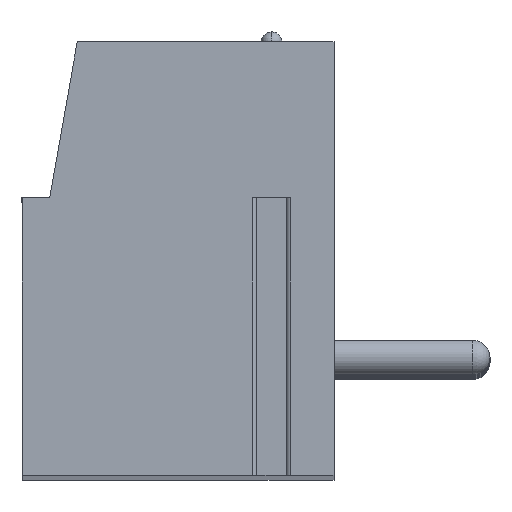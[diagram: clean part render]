
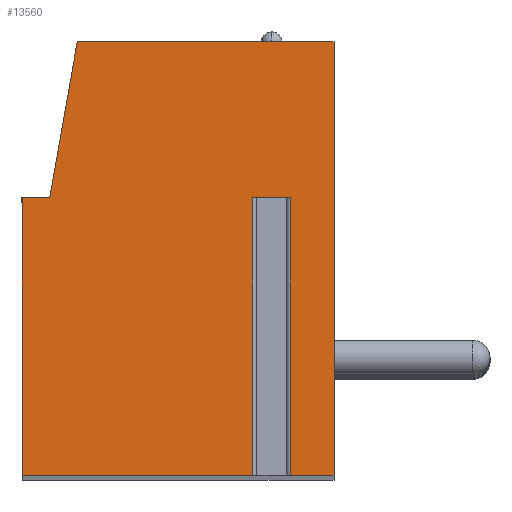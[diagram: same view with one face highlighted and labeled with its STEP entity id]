
A CAD part, top view. The second image highlights one B-rep face of the part: STEP entity #13560.
In plain terms, the highlighted planar face has unit normal (0, 0, 1).
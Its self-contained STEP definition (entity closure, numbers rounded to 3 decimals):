
#13=DIRECTION('',(-1.,0.,0.));
#14=VECTOR('',#13,1.112);
#15=CARTESIAN_POINT('',(3.256,1.75,78.74));
#16=LINE('',#15,#14);
#17=DIRECTION('',(0.,-1.,0.));
#18=VECTOR('',#17,8.);
#19=CARTESIAN_POINT('',(2.144,1.75,78.74));
#20=LINE('',#19,#18);
#21=DIRECTION('',(1.,0.,0.));
#22=VECTOR('',#21,6.644);
#23=CARTESIAN_POINT('',(-4.5,-6.25,78.74));
#24=LINE('',#23,#22);
#25=DIRECTION('',(0.,-1.,0.));
#26=VECTOR('',#25,8.);
#27=CARTESIAN_POINT('',(-4.5,1.75,78.74));
#28=LINE('',#27,#26);
#29=DIRECTION('',(-1.,0.,0.));
#30=VECTOR('',#29,0.8);
#31=CARTESIAN_POINT('',(-3.7,1.75,78.74));
#32=LINE('',#31,#30);
#33=DIRECTION('',(-0.174,-0.985,0.));
#34=VECTOR('',#33,4.569);
#35=CARTESIAN_POINT('',(-2.907,6.25,78.74));
#36=LINE('',#35,#34);
#37=DIRECTION('',(-1.,0.,0.));
#38=VECTOR('',#37,7.407);
#39=CARTESIAN_POINT('',(4.5,6.25,78.74));
#40=LINE('',#39,#38);
#41=DIRECTION('',(0.,1.,0.));
#42=VECTOR('',#41,12.5);
#43=CARTESIAN_POINT('',(4.5,-6.25,78.74));
#44=LINE('',#43,#42);
#45=DIRECTION('',(1.,0.,0.));
#46=VECTOR('',#45,1.244);
#47=CARTESIAN_POINT('',(3.256,-6.25,78.74));
#48=LINE('',#47,#46);
#49=DIRECTION('',(0.,-1.,0.));
#50=VECTOR('',#49,8.);
#51=CARTESIAN_POINT('',(3.256,1.75,78.74));
#52=LINE('',#51,#50);
#10673=CARTESIAN_POINT('',(-3.7,1.75,78.74));
#10674=CARTESIAN_POINT('',(-4.5,1.75,78.74));
#10675=VERTEX_POINT('',#10673);
#10676=VERTEX_POINT('',#10674);
#10677=CARTESIAN_POINT('',(-4.5,-6.25,78.74));
#10678=VERTEX_POINT('',#10677);
#10679=CARTESIAN_POINT('',(4.5,-6.25,78.74));
#10680=CARTESIAN_POINT('',(4.5,6.25,78.74));
#10681=VERTEX_POINT('',#10679);
#10682=VERTEX_POINT('',#10680);
#10683=CARTESIAN_POINT('',(-2.907,6.25,78.74));
#10684=VERTEX_POINT('',#10683);
#10733=CARTESIAN_POINT('',(3.256,1.75,78.74));
#10734=CARTESIAN_POINT('',(2.144,1.75,78.74));
#10735=VERTEX_POINT('',#10733);
#10736=VERTEX_POINT('',#10734);
#10737=CARTESIAN_POINT('',(2.144,-6.25,78.74));
#10738=VERTEX_POINT('',#10737);
#10739=CARTESIAN_POINT('',(3.256,-6.25,78.74));
#10740=VERTEX_POINT('',#10739);
#13533=CARTESIAN_POINT('',(0.,0.,78.74));
#13534=DIRECTION('',(0.,0.,1.));
#13535=DIRECTION('',(1.,0.,0.));
#13536=AXIS2_PLACEMENT_3D('',#13533,#13534,#13535);
#13537=PLANE('',#13536);
#13539=ORIENTED_EDGE('',*,*,#13538,.T.);
#13541=ORIENTED_EDGE('',*,*,#13540,.T.);
#13543=ORIENTED_EDGE('',*,*,#13542,.F.);
#13545=ORIENTED_EDGE('',*,*,#13544,.F.);
#13547=ORIENTED_EDGE('',*,*,#13546,.F.);
#13549=ORIENTED_EDGE('',*,*,#13548,.F.);
#13551=ORIENTED_EDGE('',*,*,#13550,.F.);
#13553=ORIENTED_EDGE('',*,*,#13552,.F.);
#13555=ORIENTED_EDGE('',*,*,#13554,.F.);
#13557=ORIENTED_EDGE('',*,*,#13556,.F.);
#13558=EDGE_LOOP('',(#13539,#13541,#13543,#13545,#13547,#13549,#13551,#13553,
#13555,#13557));
#13559=FACE_OUTER_BOUND('',#13558,.F.);
#13538=EDGE_CURVE('',#10735,#10736,#16,.T.);
#13540=EDGE_CURVE('',#10736,#10738,#20,.T.);
#13542=EDGE_CURVE('',#10678,#10738,#24,.T.);
#13544=EDGE_CURVE('',#10676,#10678,#28,.T.);
#13546=EDGE_CURVE('',#10675,#10676,#32,.T.);
#13548=EDGE_CURVE('',#10684,#10675,#36,.T.);
#13550=EDGE_CURVE('',#10682,#10684,#40,.T.);
#13552=EDGE_CURVE('',#10681,#10682,#44,.T.);
#13554=EDGE_CURVE('',#10740,#10681,#48,.T.);
#13556=EDGE_CURVE('',#10735,#10740,#52,.T.);
#13560=ADVANCED_FACE('',(#13559),#13537,.T.);
